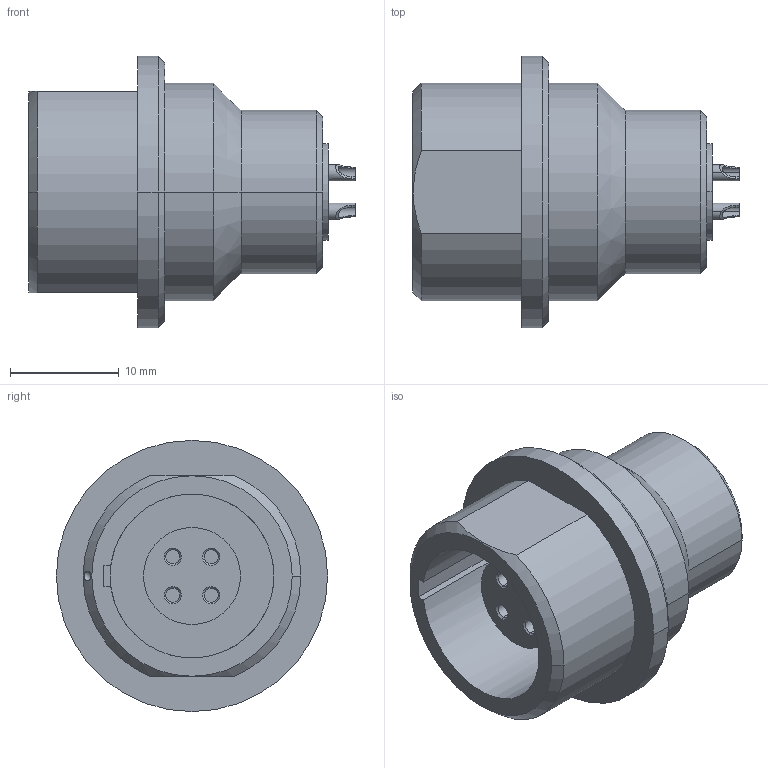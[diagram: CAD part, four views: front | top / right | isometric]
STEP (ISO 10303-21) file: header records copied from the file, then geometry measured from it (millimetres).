
FILE_DESCRIPTION((''),'2;1');
FILE_NAME('G82K0C-P04L','2014-01-28T',('RTrager'),(''),'PRO/ENGINEER BY PARAMETRIC TECHNOLOGY CORPORATION, 2013050','PRO/ENGINEER BY PARAMETRIC TECHNOLOGY CORPORATION, 2013050','');
FILE_SCHEMA(('CONFIG_CONTROL_DESIGN'));
Length unit declared in the file: millimetre
Products named in the file (1): G82K0C-P04L
Bounding box: 30 x 24.9 x 24.9 mm (x, y, z)
Volume: 5441 mm3; surface area: 3707.4 mm2
Topology: 1 solids, 1 shells, 101 faces, 241 edges, 154 vertices
Faces by surface type: cylinder 46, plane 29, cone 16, bspline 5, torus 4, sphere 1
Entity records: 3764 total; most frequent: CARTESIAN_POINT 1345, DIRECTION 521, ORIENTED_EDGE 478, EDGE_CURVE 239, AXIS2_PLACEMENT_3D 211, VERTEX_POINT 154, EDGE_LOOP 115, CIRCLE 115
